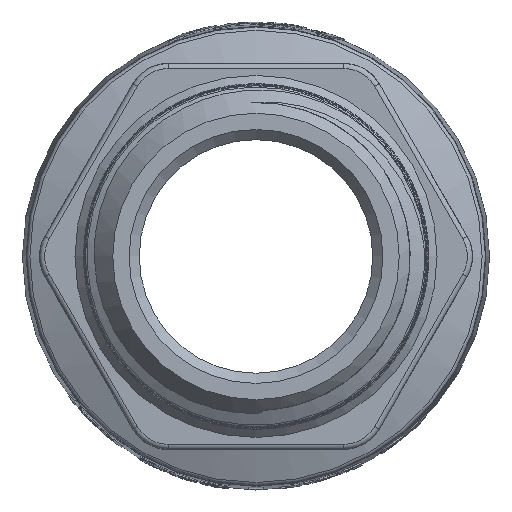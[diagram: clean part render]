
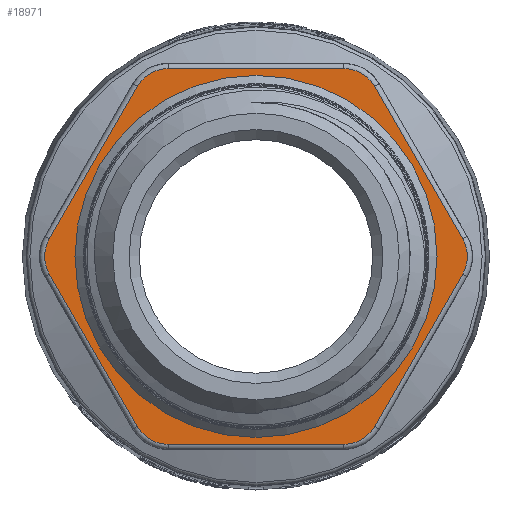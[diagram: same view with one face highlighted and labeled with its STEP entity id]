
A CAD part, front view. The second image highlights one B-rep face of the part: STEP entity #18971.
In plain terms, the highlighted planar face has unit normal (0, -1, 0).
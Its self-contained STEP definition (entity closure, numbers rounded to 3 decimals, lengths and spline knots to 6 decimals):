
#265=PLANE('',#20081);
#420=FACE_BOUND('',#3334,.T.);
#956=CIRCLE('',#19840,0.01783);
#957=CIRCLE('',#19841,0.01783);
#969=CIRCLE('',#19856,0.0035);
#981=CIRCLE('',#19870,0.0035);
#1009=CIRCLE('',#20082,0.0035);
#1010=CIRCLE('',#20083,0.0035);
#1011=CIRCLE('',#20084,0.0035);
#1012=CIRCLE('',#20085,0.0035);
#2231=FACE_OUTER_BOUND('',#3333,.T.);
#3333=EDGE_LOOP('',(#15686,#15687,#15688,#15689,#15690,#15691,#15692,#15693,
#15694,#15695,#15696,#15697));
#3334=EDGE_LOOP('',(#15698,#15699));
#5616=LINE('',#49779,#6593);
#5618=LINE('',#49785,#6595);
#5620=LINE('',#49792,#6597);
#5623=LINE('',#49802,#6600);
#5624=LINE('',#49807,#6601);
#5626=LINE('',#49815,#6603);
#6593=VECTOR('',#22025,1.);
#6595=VECTOR('',#22031,1.);
#6597=VECTOR('',#22037,1.);
#6600=VECTOR('',#22046,1.);
#6601=VECTOR('',#22051,1.);
#6603=VECTOR('',#22059,1.);
#8588=VERTEX_POINT('',#48831);
#8589=VERTEX_POINT('',#48832);
#8599=VERTEX_POINT('',#48859);
#8600=VERTEX_POINT('',#48861);
#8609=VERTEX_POINT('',#49657);
#8610=VERTEX_POINT('',#49659);
#8611=VERTEX_POINT('',#49778);
#8613=VERTEX_POINT('',#49784);
#8615=VERTEX_POINT('',#49790);
#8616=VERTEX_POINT('',#49791);
#8620=VERTEX_POINT('',#49801);
#8621=VERTEX_POINT('',#49805);
#8622=VERTEX_POINT('',#49806);
#8625=VERTEX_POINT('',#49814);
#10921=EDGE_CURVE('',#8588,#8589,#956,.T.);
#10922=EDGE_CURVE('',#8589,#8588,#957,.T.);
#10937=EDGE_CURVE('',#8600,#8599,#969,.T.);
#10955=EDGE_CURVE('',#8610,#8609,#981,.T.);
#10957=EDGE_CURVE('',#8611,#8609,#5616,.T.);
#10960=EDGE_CURVE('',#8610,#8613,#5618,.T.);
#10963=EDGE_CURVE('',#8615,#8616,#5620,.T.);
#10968=EDGE_CURVE('',#8620,#8599,#5623,.T.);
#10970=EDGE_CURVE('',#8621,#8622,#5624,.T.);
#10974=EDGE_CURVE('',#8600,#8625,#5626,.T.);
#11260=EDGE_CURVE('',#8621,#8625,#1009,.T.);
#11261=EDGE_CURVE('',#8615,#8622,#1010,.T.);
#11262=EDGE_CURVE('',#8611,#8616,#1011,.T.);
#11263=EDGE_CURVE('',#8620,#8613,#1012,.T.);
#15686=ORIENTED_EDGE('',*,*,#10937,.F.);
#15687=ORIENTED_EDGE('',*,*,#10974,.T.);
#15688=ORIENTED_EDGE('',*,*,#11260,.F.);
#15689=ORIENTED_EDGE('',*,*,#10970,.T.);
#15690=ORIENTED_EDGE('',*,*,#11261,.F.);
#15691=ORIENTED_EDGE('',*,*,#10963,.T.);
#15692=ORIENTED_EDGE('',*,*,#11262,.F.);
#15693=ORIENTED_EDGE('',*,*,#10957,.T.);
#15694=ORIENTED_EDGE('',*,*,#10955,.F.);
#15695=ORIENTED_EDGE('',*,*,#10960,.T.);
#15696=ORIENTED_EDGE('',*,*,#11263,.F.);
#15697=ORIENTED_EDGE('',*,*,#10968,.T.);
#15698=ORIENTED_EDGE('',*,*,#10921,.T.);
#15699=ORIENTED_EDGE('',*,*,#10922,.T.);
#18971=ADVANCED_FACE('',(#2231,#420),#265,.F.);
#19840=AXIS2_PLACEMENT_3D('',#48833,#21956,#21957);
#19841=AXIS2_PLACEMENT_3D('',#48834,#21958,#21959);
#19856=AXIS2_PLACEMENT_3D('',#48863,#21991,#21992);
#19870=AXIS2_PLACEMENT_3D('',#49661,#22021,#22022);
#20081=AXIS2_PLACEMENT_3D('',#52166,#22677,#22678);
#20082=AXIS2_PLACEMENT_3D('',#52167,#22679,#22680);
#20083=AXIS2_PLACEMENT_3D('',#52168,#22681,#22682);
#20084=AXIS2_PLACEMENT_3D('',#52169,#22683,#22684);
#20085=AXIS2_PLACEMENT_3D('',#52170,#22685,#22686);
#21956=DIRECTION('center_axis',(0.,1.,0.));
#21957=DIRECTION('ref_axis',(1.,0.,0.));
#21958=DIRECTION('center_axis',(0.,1.,0.));
#21959=DIRECTION('ref_axis',(1.,0.,0.));
#21991=DIRECTION('center_axis',(0.,1.,0.));
#21992=DIRECTION('ref_axis',(1.,0.,0.));
#22021=DIRECTION('center_axis',(0.,1.,0.));
#22022=DIRECTION('ref_axis',(1.,0.,0.));
#22025=DIRECTION('',(0.5,0.,0.866));
#22031=DIRECTION('',(-0.5,0.,0.866));
#22037=DIRECTION('',(1.,0.,0.));
#22046=DIRECTION('',(-1.,0.,0.));
#22051=DIRECTION('',(0.5,0.,-0.866));
#22059=DIRECTION('',(-0.5,0.,-0.866));
#22677=DIRECTION('center_axis',(0.,1.,0.));
#22678=DIRECTION('ref_axis',(1.,0.,0.));
#22679=DIRECTION('center_axis',(0.,1.,0.));
#22680=DIRECTION('ref_axis',(1.,0.,0.));
#22681=DIRECTION('center_axis',(0.,1.,0.));
#22682=DIRECTION('ref_axis',(1.,0.,0.));
#22683=DIRECTION('center_axis',(0.,1.,0.));
#22684=DIRECTION('ref_axis',(1.,0.,0.));
#22685=DIRECTION('center_axis',(0.,1.,0.));
#22686=DIRECTION('ref_axis',(1.,0.,0.));
#48831=CARTESIAN_POINT('',(0.01783,-0.057266,0.));
#48832=CARTESIAN_POINT('',(-0.01783,-0.057266,0.));
#48833=CARTESIAN_POINT('Origin',(0.,-0.057266,0.));
#48834=CARTESIAN_POINT('Origin',(0.,-0.057266,0.));
#48859=CARTESIAN_POINT('',(-0.00866,-0.057266,0.0185));
#48861=CARTESIAN_POINT('',(-0.011691,-0.057266,0.01675));
#48863=CARTESIAN_POINT('Origin',(-0.00866,-0.057266,
0.015));
#49657=CARTESIAN_POINT('',(0.020352,-0.057266,-0.00175));
#49659=CARTESIAN_POINT('',(0.020352,-0.057266,0.00175));
#49661=CARTESIAN_POINT('Origin',(0.017321,-0.057266,
0.));
#49778=CARTESIAN_POINT('',(0.011691,-0.057266,-0.01675));
#49779=CARTESIAN_POINT('',(0.021506,-0.057266,0.00025));
#49784=CARTESIAN_POINT('',(0.011691,-0.057266,0.01675));
#49785=CARTESIAN_POINT('',(0.010537,-0.057266,0.01875));
#49790=CARTESIAN_POINT('',(-0.00866,-0.057266,-0.0185));
#49791=CARTESIAN_POINT('',(0.00866,-0.057266,-0.0185));
#49792=CARTESIAN_POINT('',(0.01097,-0.057266,-0.0185));
#49801=CARTESIAN_POINT('',(0.00866,-0.057266,0.0185));
#49802=CARTESIAN_POINT('',(-0.01097,-0.057266,0.0185));
#49805=CARTESIAN_POINT('',(-0.020352,-0.057266,-0.00175));
#49806=CARTESIAN_POINT('',(-0.011691,-0.057266,-0.01675));
#49807=CARTESIAN_POINT('',(-0.010537,-0.057266,-0.01875));
#49814=CARTESIAN_POINT('',(-0.020352,-0.057266,0.00175));
#49815=CARTESIAN_POINT('',(-0.021506,-0.057266,-0.00025));
#52166=CARTESIAN_POINT('Origin',(-0.01097,-0.057266,
0.019));
#52167=CARTESIAN_POINT('Origin',(-0.017321,-0.057266,
0.));
#52168=CARTESIAN_POINT('Origin',(-0.00866,-0.057266,
-0.015));
#52169=CARTESIAN_POINT('Origin',(0.00866,-0.057266,
-0.015));
#52170=CARTESIAN_POINT('Origin',(0.00866,-0.057266,
0.015));
